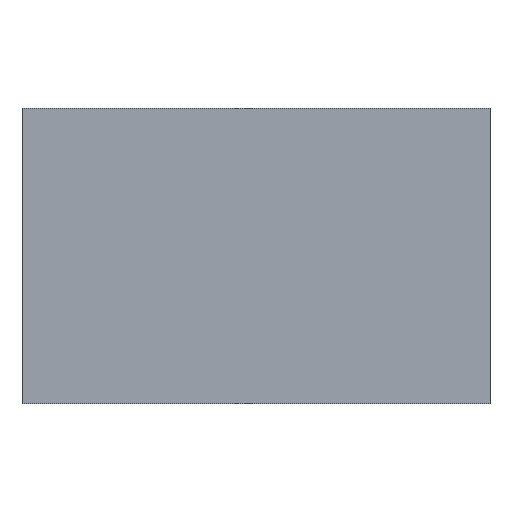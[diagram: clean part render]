
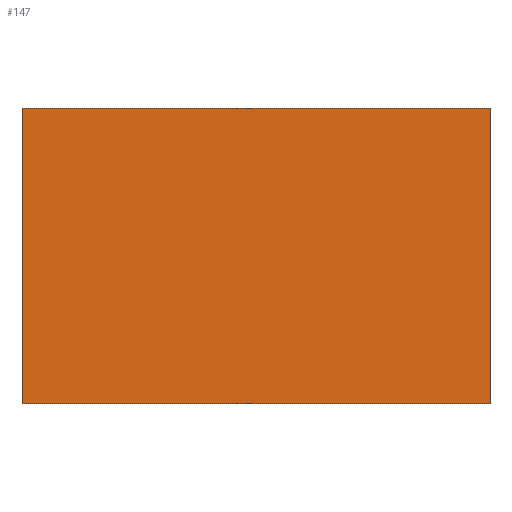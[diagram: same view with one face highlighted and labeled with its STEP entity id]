
A CAD part, front view. The second image highlights one B-rep face of the part: STEP entity #147.
In plain terms, the highlighted planar face has unit normal (0, -1, 0).
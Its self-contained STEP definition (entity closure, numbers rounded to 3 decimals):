
#17=LINE('',#235,#29);
#19=LINE('',#239,#31);
#22=LINE('',#245,#34);
#23=LINE('',#246,#35);
#29=VECTOR('',#195,10.);
#31=VECTOR('',#199,10.);
#34=VECTOR('',#204,10.);
#35=VECTOR('',#205,10.);
#43=PLANE('',#169);
#57=FACE_OUTER_BOUND('',#70,.T.);
#70=EDGE_LOOP('',(#122,#123,#124,#125));
#85=VERTEX_POINT('',#232);
#86=VERTEX_POINT('',#234);
#87=VERTEX_POINT('',#238);
#89=VERTEX_POINT('',#244);
#97=EDGE_CURVE('',#86,#85,#17,.T.);
#99=EDGE_CURVE('',#86,#87,#19,.T.);
#102=EDGE_CURVE('',#89,#85,#22,.T.);
#103=EDGE_CURVE('',#87,#89,#23,.T.);
#122=ORIENTED_EDGE('',*,*,#102,.F.);
#123=ORIENTED_EDGE('',*,*,#103,.F.);
#124=ORIENTED_EDGE('',*,*,#99,.F.);
#125=ORIENTED_EDGE('',*,*,#97,.T.);
#147=ADVANCED_FACE('',(#57),#43,.T.);
#169=AXIS2_PLACEMENT_3D('',#243,#202,#203);
#195=DIRECTION('',(1.,0.,0.));
#199=DIRECTION('',(0.,0.,1.));
#202=DIRECTION('center_axis',(0.,-1.,0.));
#203=DIRECTION('ref_axis',(0.,0.,-1.));
#204=DIRECTION('',(0.,0.,-1.));
#205=DIRECTION('',(1.,0.,0.));
#232=CARTESIAN_POINT('',(19.,0.,-12.));
#234=CARTESIAN_POINT('',(-19.,0.,-12.));
#235=CARTESIAN_POINT('',(0.,0.,-12.));
#238=CARTESIAN_POINT('',(-19.,0.,12.));
#239=CARTESIAN_POINT('',(-19.,0.,0.));
#243=CARTESIAN_POINT('Origin',(0.,0.,12.));
#244=CARTESIAN_POINT('',(19.,0.,12.));
#245=CARTESIAN_POINT('',(19.,0.,12.));
#246=CARTESIAN_POINT('',(0.,0.,12.));
